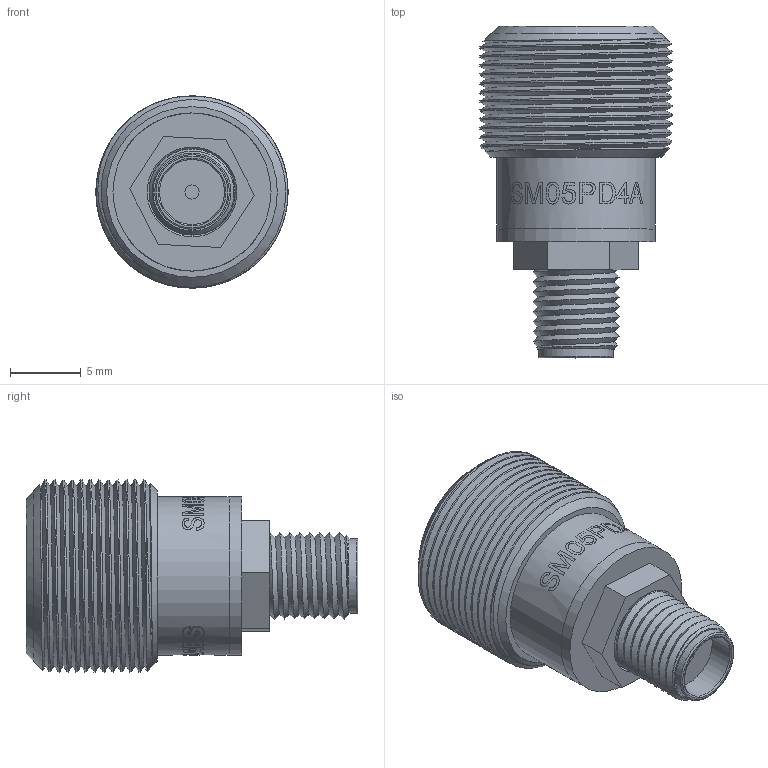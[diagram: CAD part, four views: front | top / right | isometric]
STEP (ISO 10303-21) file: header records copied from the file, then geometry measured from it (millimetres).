
FILE_DESCRIPTION (( 'STEP AP214' ), '1' );
FILE_NAME ('8922-E0W.STEP', '2018-04-13T21:46:50', ( 'admin' ), ( '' ), 'SwSTEP 2.0', 'SolidWorks 2016', '' );
FILE_SCHEMA (( 'AUTOMOTIVE_DESIGN' ));
Length unit declared in the file: inch
Products named in the file (1): 8922-E0W
Bounding box: 13.59 x 23.47 x 13.59 mm (x, y, z)
Volume: 1450.8 mm3; surface area: 2912.1 mm2
Topology: 7 solids, 7 shells, 112 faces, 414 edges, 361 vertices
Faces by surface type: cylinder 52, plane 46, cone 6, bspline 4, torus 4
Full cylindrical faces by diameter (mm): 0.4 x3, 1 x2, 1.016 x2, 1.143 x1, 4.5 x1, 4.596 x2, 5.28 x1, 5.588 x1, 6.35 x2, 6.452 x1, 7.742 x1, 8.25 x1, 8.255 x1, 8.509 x1, 9.525 x1, 9.779 x1, 11.176 x2
Entity records: 10471 total; most frequent: CARTESIAN_POINT 5713, ORIENTED_EDGE 744, DIRECTION 459, EDGE_CURVE 372, VERTEX_POINT 352, B_SPLINE_CURVE_WITH_KNOTS 218, AXIS2_PLACEMENT_3D 201, EDGE_LOOP 198
